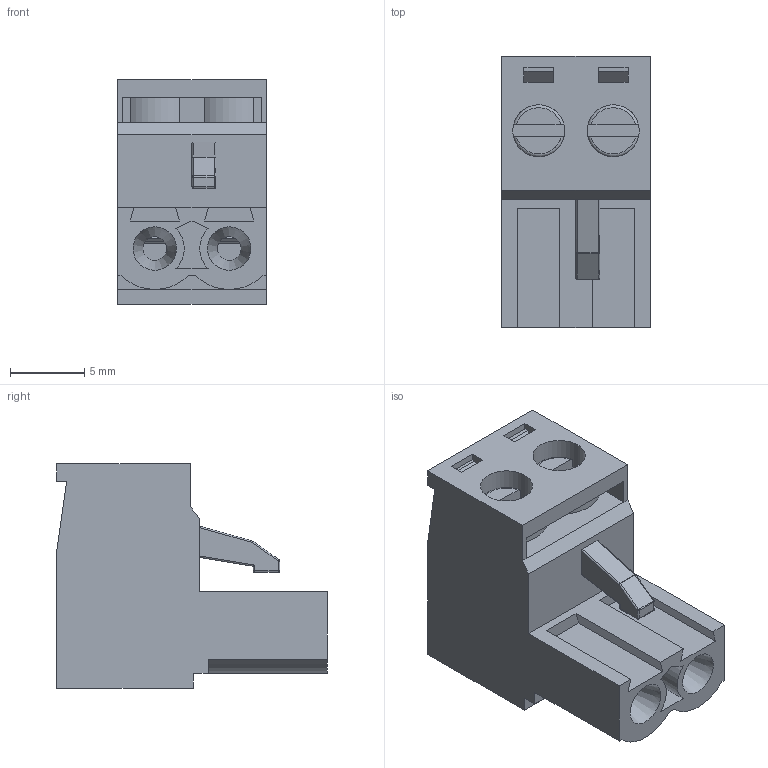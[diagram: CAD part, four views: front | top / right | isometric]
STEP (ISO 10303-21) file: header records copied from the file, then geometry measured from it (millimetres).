
FILE_DESCRIPTION( ( 'Unknown' ), '1' );
FILE_NAME( '691352710002.stp', 'Unknown', ( 'Unknown' ), ( 'Unknown' ), 'PSStep 14.0', 'Unknown', ' ' );
FILE_SCHEMA( ( 'AUTOMOTIVE_DESIGN { 1 0 10303 214 1 1 1 1 }' ) );
Length unit declared in the file: millimetre
Products named in the file (6): Assem1; 6913527100xx_PIN; 6913527100xxCAGE; 6913527100xx_VIS; 691352710002; 691352710002_COFFRE
Assembly tree (8 placements, depth 2):
  Assem1
    6913527100xx_PIN  x2
    6913527100xxCAGE  x2
    6913527100xx_VIS  x2
    691352710002
    691352710002_COFFRE
Bounding box: 10 x 18.2 x 15.1 mm (x, y, z)
Volume: 1143.6 mm3; surface area: 3236.8 mm2
Topology: 8 solids, 8 shells, 446 faces, 1216 edges, 790 vertices
Faces by surface type: plane 306, cylinder 120, cone 8, sphere 8, torus 4
Full cylindrical faces by diameter (mm): 2.7 x4, 3.5 x4
Entity records: 12722 total; most frequent: CARTESIAN_POINT 1795, ORIENTED_EDGE 1714, DIRECTION 1666, EDGE_CURVE 857, LINE 694, VECTOR 694, VERTEX_POINT 563, AXIS2_PLACEMENT_3D 486
